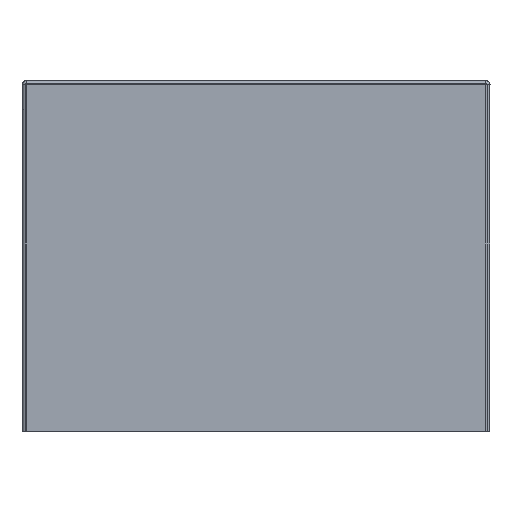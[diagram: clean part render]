
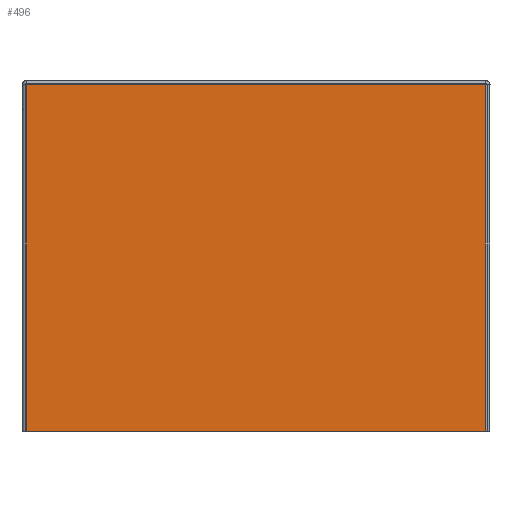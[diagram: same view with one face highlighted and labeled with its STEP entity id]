
A CAD part, front view. The second image highlights one B-rep face of the part: STEP entity #496.
In plain terms, the highlighted planar face has unit normal (0, -1, 0).
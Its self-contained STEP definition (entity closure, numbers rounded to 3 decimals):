
#333=CARTESIAN_POINT('',(393.,-900.0,0.0));
#334=VERTEX_POINT('',#333);
#342=CARTESIAN_POINT('',(-393.,-900.0,0.0));
#343=VERTEX_POINT('',#342);
#344=CARTESIAN_POINT('',(393.,-900.0,0.0));
#345=DIRECTION('',(-1.0,0.0,0.0));
#346=VECTOR('',#345,786.);
#347=LINE('',#344,#346);
#348=EDGE_CURVE('',#334,#343,#347,.T.);
#466=CARTESIAN_POINT('',(400.0,-900.0,600.0));
#467=DIRECTION('',(0.0,-1.0,0.0));
#468=DIRECTION('',(0.0,0.0,-1.0));
#469=AXIS2_PLACEMENT_3D('',#466,#467,#468);
#470=PLANE('',#469);
#471=CARTESIAN_POINT('',(-393.,-900.0,593.0));
#472=VERTEX_POINT('',#471);
#473=CARTESIAN_POINT('',(-393.,-900.0,593.0));
#474=DIRECTION('',(0.0,0.0,-1.0));
#475=VECTOR('',#474,593.0);
#476=LINE('',#473,#475);
#477=EDGE_CURVE('',#472,#343,#476,.T.);
#478=ORIENTED_EDGE('',*,*,#477,.T.);
#479=ORIENTED_EDGE('',*,*,#348,.F.);
#480=CARTESIAN_POINT('',(393.,-900.0,593.0));
#481=VERTEX_POINT('',#480);
#482=CARTESIAN_POINT('',(393.,-900.0,593.0));
#483=DIRECTION('',(0.0,0.0,-1.0));
#484=VECTOR('',#483,593.0);
#485=LINE('',#482,#484);
#486=EDGE_CURVE('',#481,#334,#485,.T.);
#487=ORIENTED_EDGE('',*,*,#486,.F.);
#488=CARTESIAN_POINT('',(393.,-900.0,593.0));
#489=DIRECTION('',(-1.0,0.0,0.0));
#490=VECTOR('',#489,786.);
#491=LINE('',#488,#490);
#492=EDGE_CURVE('',#481,#472,#491,.T.);
#493=ORIENTED_EDGE('',*,*,#492,.T.);
#494=EDGE_LOOP('',(#478,#479,#487,#493));
#495=FACE_OUTER_BOUND('',#494,.T.);
#496=ADVANCED_FACE('',(#495),#470,.T.);
